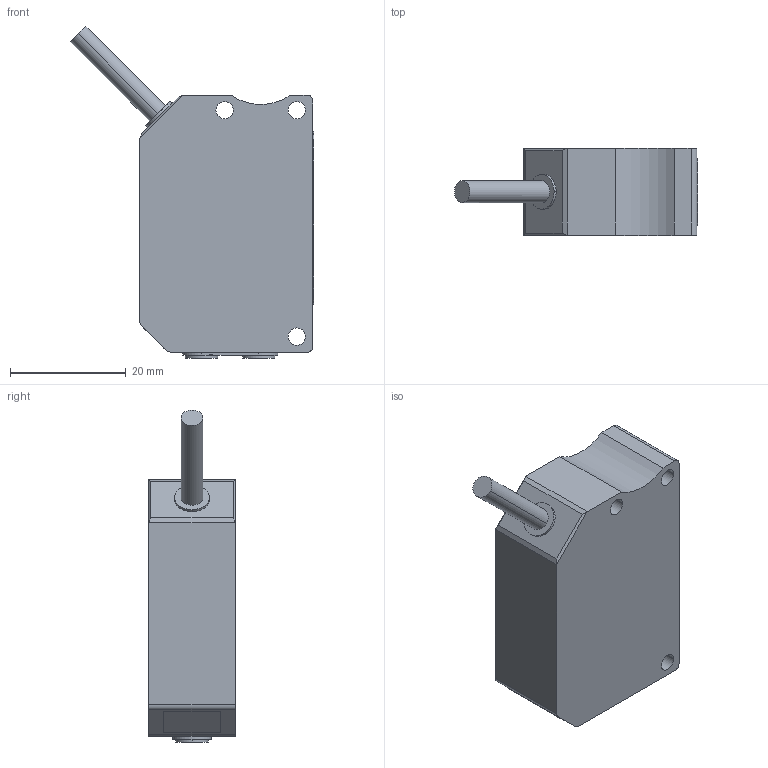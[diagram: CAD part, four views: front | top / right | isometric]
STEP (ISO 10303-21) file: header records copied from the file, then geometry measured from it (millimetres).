
FILE_DESCRIPTION((''),'2;1');
FILE_NAME('ASM0002_ASM','2017-12-27T',('Gavin'),(''),'PRO/ENGINEER BY PARAMETRIC TECHNOLOGY CORPORATION, 2009440','PRO/ENGINEER BY PARAMETRIC TECHNOLOGY CORPORATION, 2009440','');
FILE_SCHEMA(('CONFIG_CONTROL_DESIGN'));
Length unit declared in the file: millimetre
Products named in the file (3): ELS-ZL70N; PRT0001; ASM0002_ASM
Assembly tree (2 placements, depth 2):
  ASM0002_ASM
    ELS-ZL70N
    PRT0001
Bounding box: 42.09 x 15 x 57.49 mm (x, y, z)
Volume: 18392.3 mm3; surface area: 6247.4 mm2
Topology: 2 solids, 2 shells, 165 faces, 438 edges, 291 vertices
Faces by surface type: plane 124, cylinder 39, revolution 2
Entity records: 5215 total; most frequent: CARTESIAN_POINT 930, ORIENTED_EDGE 872, DIRECTION 856, EDGE_CURVE 436, VECTOR 350, LINE 350, VERTEX_POINT 291, AXIS2_PLACEMENT_3D 252
